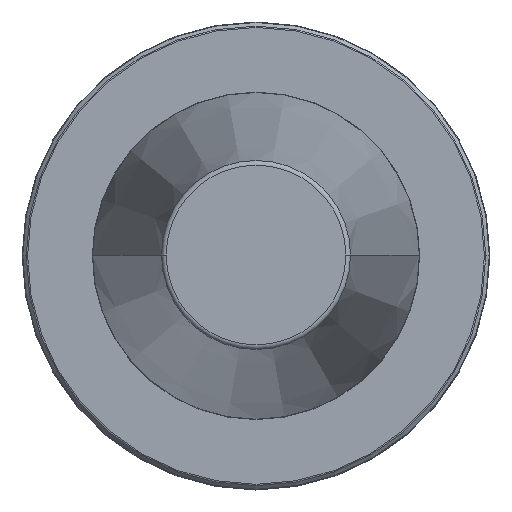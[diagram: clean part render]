
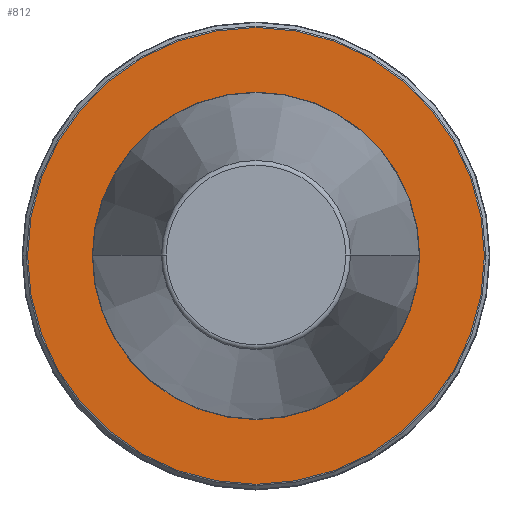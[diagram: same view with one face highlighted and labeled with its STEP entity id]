
A CAD part, top view. The second image highlights one B-rep face of the part: STEP entity #812.
In plain terms, the highlighted planar face has unit normal (0, 0, 1).
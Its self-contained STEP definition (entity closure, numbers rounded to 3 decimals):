
#34 = VERTEX_POINT ( 'NONE', #830 ) ;
#45 = ORIENTED_EDGE ( 'NONE', *, *, #188, .F. ) ;
#48 = DIRECTION ( 'NONE',  ( 0., 0., 1. ) ) ;
#115 = CARTESIAN_POINT ( 'NONE',  ( 0., 0., -3. ) ) ;
#121 = VERTEX_POINT ( 'NONE', #767 ) ;
#156 = CIRCLE ( 'NONE', #492, 48.834 ) ;
#188 = EDGE_CURVE ( 'NONE', #34, #121, #1403, .T. ) ;
#256 = EDGE_CURVE ( 'NONE', #1385, #1668, #156, .T. ) ;
#401 = FACE_OUTER_BOUND ( 'NONE', #1432, .T. ) ;
#438 = CIRCLE ( 'NONE', #614, 48.834 ) ;
#492 = AXIS2_PLACEMENT_3D ( 'NONE', #1787, #1628, #899 ) ;
#572 = EDGE_CURVE ( 'NONE', #121, #34, #757, .T. ) ;
#614 = AXIS2_PLACEMENT_3D ( 'NONE', #1575, #699, #1738 ) ;
#694 = CARTESIAN_POINT ( 'NONE',  ( 0., 0., -3. ) ) ;
#699 = DIRECTION ( 'NONE',  ( 0., 0., 1. ) ) ;
#734 = DIRECTION ( 'NONE',  ( 1., 0., 0. ) ) ;
#757 = CIRCLE ( 'NONE', #1760, 35. ) ;
#767 = CARTESIAN_POINT ( 'NONE',  ( 35., 0., -3. ) ) ;
#812 = ADVANCED_FACE ( 'NONE', ( #401, #1110 ), #1757, .T. ) ;
#829 = DIRECTION ( 'NONE',  ( 0., 0., 1. ) ) ;
#830 = CARTESIAN_POINT ( 'NONE',  ( -35., 0., -3. ) ) ;
#835 = EDGE_LOOP ( 'NONE', ( #1150, #45 ) ) ;
#899 = DIRECTION ( 'NONE',  ( 1., 0., 0. ) ) ;
#934 = DIRECTION ( 'NONE',  ( 1., 0., 0. ) ) ;
#1018 = CARTESIAN_POINT ( 'NONE',  ( -48.834, 0., -3. ) ) ;
#1087 = DIRECTION ( 'NONE',  ( 0., 0., 1. ) ) ;
#1110 = FACE_BOUND ( 'NONE', #835, .T. ) ;
#1150 = ORIENTED_EDGE ( 'NONE', *, *, #572, .F. ) ;
#1211 = ORIENTED_EDGE ( 'NONE', *, *, #256, .T. ) ;
#1277 = AXIS2_PLACEMENT_3D ( 'NONE', #694, #1087, #934 ) ;
#1359 = CARTESIAN_POINT ( 'NONE',  ( 0., 0., -3. ) ) ;
#1385 = VERTEX_POINT ( 'NONE', #1018 ) ;
#1388 = CARTESIAN_POINT ( 'NONE',  ( 48.834, 0., -3. ) ) ;
#1403 = CIRCLE ( 'NONE', #1277, 35. ) ;
#1432 = EDGE_LOOP ( 'NONE', ( #1565, #1211 ) ) ;
#1565 = ORIENTED_EDGE ( 'NONE', *, *, #1811, .T. ) ;
#1575 = CARTESIAN_POINT ( 'NONE',  ( 0., 0., -3. ) ) ;
#1628 = DIRECTION ( 'NONE',  ( 0., 0., 1. ) ) ;
#1648 = AXIS2_PLACEMENT_3D ( 'NONE', #1359, #829, #734 ) ;
#1668 = VERTEX_POINT ( 'NONE', #1388 ) ;
#1738 = DIRECTION ( 'NONE',  ( 1., 0., 0. ) ) ;
#1757 = PLANE ( 'NONE',  #1648 ) ;
#1760 = AXIS2_PLACEMENT_3D ( 'NONE', #115, #48, #1766 ) ;
#1766 = DIRECTION ( 'NONE',  ( 1., 0., 0. ) ) ;
#1787 = CARTESIAN_POINT ( 'NONE',  ( 0., 0., -3. ) ) ;
#1811 = EDGE_CURVE ( 'NONE', #1668, #1385, #438, .T. ) ;
